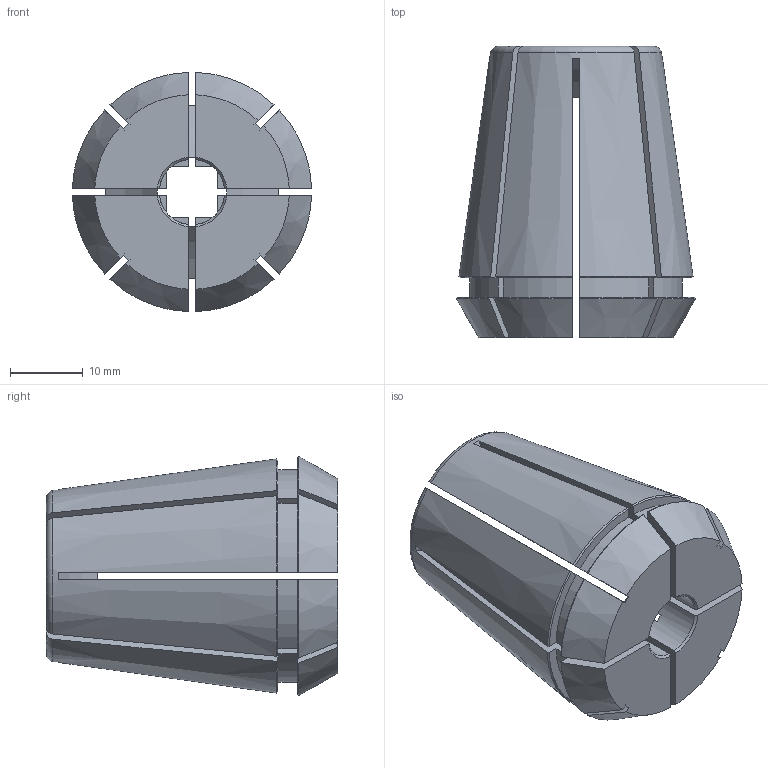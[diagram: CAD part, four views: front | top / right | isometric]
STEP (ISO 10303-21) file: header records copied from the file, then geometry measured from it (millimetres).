
FILE_DESCRIPTION((''),'2;1');
FILE_NAME('901032_CON-QUADRO_9X7','2017-02-20T',('040'),(''),'CREO PARAMETRIC BY PTC INC, 2016260','CREO PARAMETRIC BY PTC INC, 2016260','');
FILE_SCHEMA(('CONFIG_CONTROL_DESIGN'));
Length unit declared in the file: millimetre
Products named in the file (1): 901032_CON-QUADRO_9X7
Bounding box: 32.88 x 40 x 32.88 mm (x, y, z)
Volume: 19679.9 mm3; surface area: 11092.9 mm2
Topology: 1 solids, 1 shells, 152 faces, 456 edges, 304 vertices
Faces by surface type: plane 64, cone 44, cylinder 40, torus 4
Entity records: 5498 total; most frequent: CARTESIAN_POINT 1452, ORIENTED_EDGE 912, DIRECTION 780, EDGE_CURVE 456, VERTEX_POINT 304, AXIS2_PLACEMENT_3D 296, VECTOR 188, LINE 188
